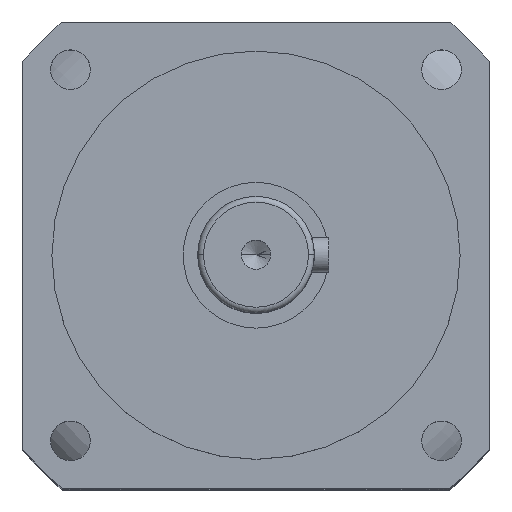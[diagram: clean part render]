
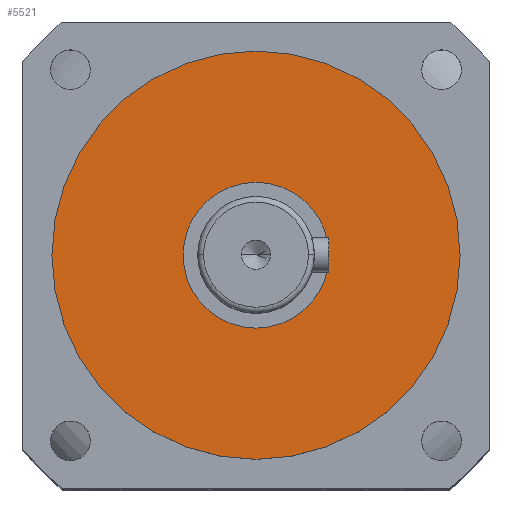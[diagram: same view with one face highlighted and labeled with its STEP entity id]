
A CAD part, top view. The second image highlights one B-rep face of the part: STEP entity #5521.
In plain terms, the highlighted planar face has unit normal (0, 0, 1).
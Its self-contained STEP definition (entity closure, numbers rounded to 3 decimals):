
#147 = DIRECTION ( 'NONE',  ( 1., 0., 0. ) ) ;
#207 = DIRECTION ( 'NONE',  ( 0., 0., 1. ) ) ;
#601 = DIRECTION ( 'NONE',  ( 0., 0., 1. ) ) ;
#651 = AXIS2_PLACEMENT_3D ( 'NONE', #5997, #3100, #147 ) ;
#704 = ORIENTED_EDGE ( 'NONE', *, *, #5605, .T. ) ;
#770 = EDGE_CURVE ( 'NONE', #5726, #3518, #4892, .T. ) ;
#879 = DIRECTION ( 'NONE',  ( 0., 0., 1. ) ) ;
#1050 = DIRECTION ( 'NONE',  ( 0., 0., -1. ) ) ;
#1191 = VERTEX_POINT ( 'NONE', #3478 ) ;
#1460 = FACE_OUTER_BOUND ( 'NONE', #1573, .T. ) ;
#1543 = AXIS2_PLACEMENT_3D ( 'NONE', #3568, #601, #4062 ) ;
#1573 = EDGE_LOOP ( 'NONE', ( #704, #4022 ) ) ;
#1591 = ORIENTED_EDGE ( 'NONE', *, *, #4569, .F. ) ;
#1603 = CARTESIAN_POINT ( 'NONE',  ( -35., 0., -50. ) ) ;
#1702 = CARTESIAN_POINT ( 'NONE',  ( 12.5, 0., -50. ) ) ;
#1992 = CIRCLE ( 'NONE', #651, 35. ) ;
#2289 = CIRCLE ( 'NONE', #2417, 12.5 ) ;
#2417 = AXIS2_PLACEMENT_3D ( 'NONE', #3856, #879, #4347 ) ;
#2933 = EDGE_LOOP ( 'NONE', ( #5208, #1591 ) ) ;
#2979 = CIRCLE ( 'NONE', #1543, 35. ) ;
#3100 = DIRECTION ( 'NONE',  ( 0., 0., 1. ) ) ;
#3172 = CARTESIAN_POINT ( 'NONE',  ( 0., 0., -50. ) ) ;
#3478 = CARTESIAN_POINT ( 'NONE',  ( 35., 0., -50. ) ) ;
#3515 = CARTESIAN_POINT ( 'NONE',  ( 0., 35., -50. ) ) ;
#3518 = VERTEX_POINT ( 'NONE', #5316 ) ;
#3568 = CARTESIAN_POINT ( 'NONE',  ( 0., 0., -50. ) ) ;
#3675 = DIRECTION ( 'NONE',  ( 1., 0., 0. ) ) ;
#3856 = CARTESIAN_POINT ( 'NONE',  ( 0., 0., -50. ) ) ;
#4022 = ORIENTED_EDGE ( 'NONE', *, *, #4304, .T. ) ;
#4062 = DIRECTION ( 'NONE',  ( 1., 0., 0. ) ) ;
#4304 = EDGE_CURVE ( 'NONE', #5581, #1191, #2979, .T. ) ;
#4347 = DIRECTION ( 'NONE',  ( 1., 0., 0. ) ) ;
#4404 = AXIS2_PLACEMENT_3D ( 'NONE', #3515, #1050, #4488 ) ;
#4488 = DIRECTION ( 'NONE',  ( -1., 0., 0. ) ) ;
#4569 = EDGE_CURVE ( 'NONE', #3518, #5726, #2289, .T. ) ;
#4892 = CIRCLE ( 'NONE', #5278, 12.5 ) ;
#5208 = ORIENTED_EDGE ( 'NONE', *, *, #770, .F. ) ;
#5278 = AXIS2_PLACEMENT_3D ( 'NONE', #3172, #207, #3675 ) ;
#5316 = CARTESIAN_POINT ( 'NONE',  ( -12.5, 0., -50. ) ) ;
#5359 = FACE_BOUND ( 'NONE', #2933, .T. ) ;
#5423 = PLANE ( 'NONE',  #4404 ) ;
#5521 = ADVANCED_FACE ( 'NONE', ( #5359, #1460 ), #5423, .F. ) ;
#5581 = VERTEX_POINT ( 'NONE', #1603 ) ;
#5605 = EDGE_CURVE ( 'NONE', #1191, #5581, #1992, .T. ) ;
#5726 = VERTEX_POINT ( 'NONE', #1702 ) ;
#5997 = CARTESIAN_POINT ( 'NONE',  ( 0., 0., -50. ) ) ;
